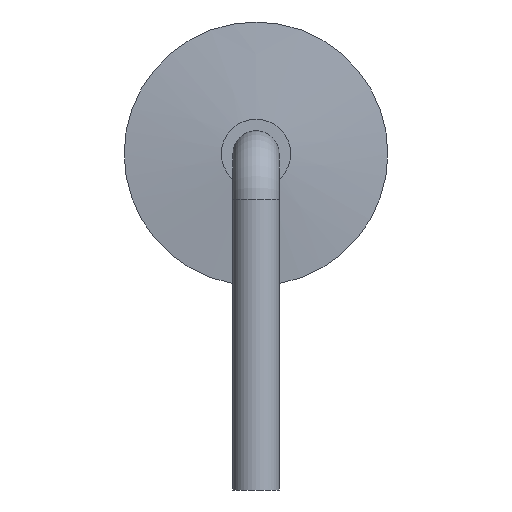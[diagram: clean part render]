
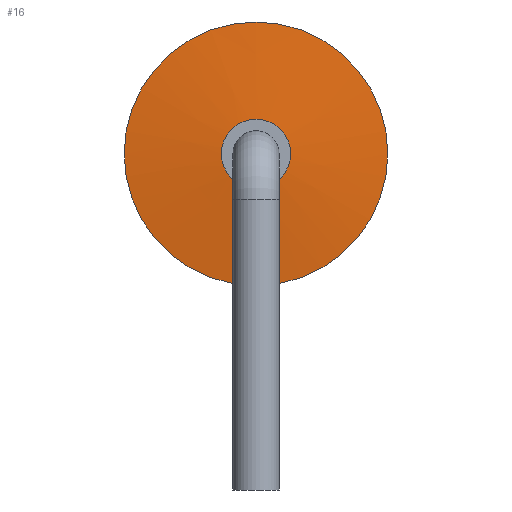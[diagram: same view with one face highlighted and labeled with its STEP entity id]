
A CAD part, left-side view. The second image highlights one B-rep face of the part: STEP entity #16.
In plain terms, the highlighted face is a revolution surface.
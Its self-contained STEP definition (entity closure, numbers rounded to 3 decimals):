
#13=DIRECTION('',(1.,0.,0.));
#16=ADVANCED_FACE('',(#17),#43,.F.);
#17=FACE_BOUND('',#18,.F.);
#18=EDGE_LOOP('',(#19,#27,#36,#42));
#19=ORIENTED_EDGE('',*,*,#20,.T.);
#20=EDGE_CURVE('',#21,#21,#23,.T.);
#21=VERTEX_POINT('',#22);
#22=CARTESIAN_POINT('',(3.013,0.,4.1));
#23=CIRCLE('',#24,2.);
#24=AXIS2_PLACEMENT_3D('',#25,#13,#26);
#25=CARTESIAN_POINT('',(3.013,0.,2.1));
#26=DIRECTION('',(0.,0.,1.));
#27=ORIENTED_EDGE('',*,*,#28,.T.);
#28=EDGE_CURVE('',#21,#29,#31,.T.);
#29=VERTEX_POINT('',#30);
#30=CARTESIAN_POINT('',(2.87,0.,2.625));
#31=CIRCLE('',#32,225.97);
#32=AXIS2_PLACEMENT_3D('',#33,#34,#35);
#33=CARTESIAN_POINT('',(227.863,0.,-18.367));
#34=DIRECTION('',(0.,-1.,0.));
#35=DIRECTION('',(1.,0.,0.));
#36=ORIENTED_EDGE('',*,*,#37,.F.);
#37=EDGE_CURVE('',#29,#29,#38,.T.);
#38=CIRCLE('',#39,0.525);
#39=AXIS2_PLACEMENT_3D('',#40,#13,#41);
#40=CARTESIAN_POINT('',(2.87,0.,2.1));
#41=DIRECTION('',(0.,0.,1.));
#42=ORIENTED_EDGE('',*,*,#28,.F.);
#43=SURFACE_OF_REVOLUTION('',#31,#44);
#44=AXIS1_PLACEMENT('',#40,#35);
